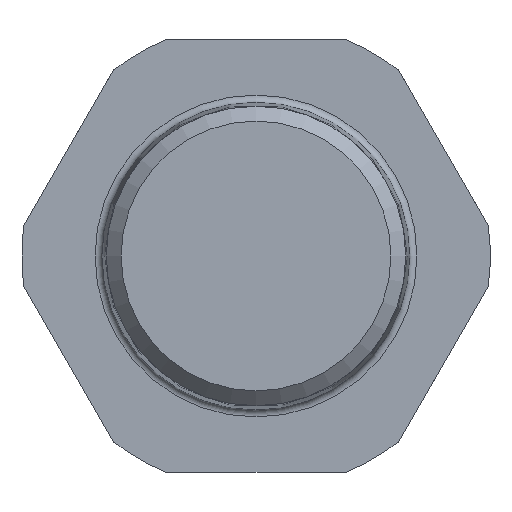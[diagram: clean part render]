
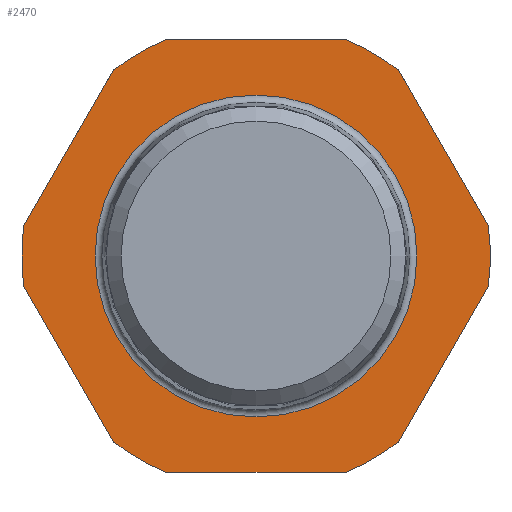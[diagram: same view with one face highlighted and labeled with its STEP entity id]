
A CAD part, left-side view. The second image highlights one B-rep face of the part: STEP entity #2470.
In plain terms, the highlighted planar face has unit normal (-1, 0, 0).
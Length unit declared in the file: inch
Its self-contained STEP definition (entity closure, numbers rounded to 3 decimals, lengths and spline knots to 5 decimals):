
#41=FACE_BOUND('',#661,.T.);
#89=PLANE('',#2880);
#242=LINE('',#4734,#318);
#245=LINE('',#4760,#321);
#248=LINE('',#4786,#324);
#251=LINE('',#4812,#327);
#254=LINE('',#4830,#330);
#257=LINE('',#4867,#333);
#318=VECTOR('',#3670,0.3937);
#321=VECTOR('',#3675,0.3937);
#324=VECTOR('',#3680,0.3937);
#327=VECTOR('',#3685,0.3937);
#330=VECTOR('',#3690,0.3937);
#333=VECTOR('',#3695,0.3937);
#530=FACE_OUTER_BOUND('',#660,.T.);
#660=EDGE_LOOP('',(#2280,#2281,#2282,#2283,#2284,#2285,#2286,#2287,#2288,
#2289,#2290,#2291));
#661=EDGE_LOOP('',(#2292,#2293));
#918=CIRCLE('',#2862,0.63976);
#920=CIRCLE('',#2865,0.63976);
#921=CIRCLE('',#2867,0.63976);
#924=CIRCLE('',#2871,0.63976);
#925=CIRCLE('',#2873,0.63976);
#931=CIRCLE('',#2881,0.63976);
#932=CIRCLE('',#2882,0.43976);
#933=CIRCLE('',#2883,0.43976);
#1179=VERTEX_POINT('',#4731);
#1180=VERTEX_POINT('',#4733);
#1183=VERTEX_POINT('',#4757);
#1184=VERTEX_POINT('',#4759);
#1187=VERTEX_POINT('',#4783);
#1188=VERTEX_POINT('',#4785);
#1191=VERTEX_POINT('',#4809);
#1192=VERTEX_POINT('',#4811);
#1195=VERTEX_POINT('',#4827);
#1196=VERTEX_POINT('',#4829);
#1200=VERTEX_POINT('',#4864);
#1201=VERTEX_POINT('',#4866);
#1204=VERTEX_POINT('',#4893);
#1205=VERTEX_POINT('',#4894);
#1535=EDGE_CURVE('',#1180,#1179,#242,.T.);
#1539=EDGE_CURVE('',#1184,#1183,#245,.T.);
#1543=EDGE_CURVE('',#1188,#1187,#248,.T.);
#1547=EDGE_CURVE('',#1192,#1191,#251,.T.);
#1551=EDGE_CURVE('',#1196,#1195,#254,.T.);
#1556=EDGE_CURVE('',#1201,#1200,#257,.T.);
#1559=EDGE_CURVE('',#1201,#1191,#918,.T.);
#1561=EDGE_CURVE('',#1192,#1187,#920,.T.);
#1562=EDGE_CURVE('',#1184,#1195,#921,.T.);
#1565=EDGE_CURVE('',#1188,#1183,#924,.T.);
#1566=EDGE_CURVE('',#1180,#1200,#925,.T.);
#1572=EDGE_CURVE('',#1196,#1179,#931,.T.);
#1573=EDGE_CURVE('',#1204,#1205,#932,.T.);
#1574=EDGE_CURVE('',#1205,#1204,#933,.T.);
#2280=ORIENTED_EDGE('',*,*,#1535,.T.);
#2281=ORIENTED_EDGE('',*,*,#1572,.F.);
#2282=ORIENTED_EDGE('',*,*,#1551,.T.);
#2283=ORIENTED_EDGE('',*,*,#1562,.F.);
#2284=ORIENTED_EDGE('',*,*,#1539,.T.);
#2285=ORIENTED_EDGE('',*,*,#1565,.F.);
#2286=ORIENTED_EDGE('',*,*,#1543,.T.);
#2287=ORIENTED_EDGE('',*,*,#1561,.F.);
#2288=ORIENTED_EDGE('',*,*,#1547,.T.);
#2289=ORIENTED_EDGE('',*,*,#1559,.F.);
#2290=ORIENTED_EDGE('',*,*,#1556,.T.);
#2291=ORIENTED_EDGE('',*,*,#1566,.F.);
#2292=ORIENTED_EDGE('',*,*,#1573,.T.);
#2293=ORIENTED_EDGE('',*,*,#1574,.T.);
#2470=ADVANCED_FACE('',(#530,#41),#89,.T.);
#2862=AXIS2_PLACEMENT_3D('',#4871,#3701,#3702);
#2865=AXIS2_PLACEMENT_3D('',#4874,#3707,#3708);
#2867=AXIS2_PLACEMENT_3D('',#4876,#3711,#3712);
#2871=AXIS2_PLACEMENT_3D('',#4880,#3719,#3720);
#2873=AXIS2_PLACEMENT_3D('',#4882,#3723,#3724);
#2880=AXIS2_PLACEMENT_3D('',#4891,#3737,#3738);
#2881=AXIS2_PLACEMENT_3D('',#4892,#3739,#3740);
#2882=AXIS2_PLACEMENT_3D('',#4895,#3741,#3742);
#2883=AXIS2_PLACEMENT_3D('',#4896,#3743,#3744);
#3670=DIRECTION('',(0.,-0.5,-0.866));
#3675=DIRECTION('',(0.,-0.5,0.866));
#3680=DIRECTION('',(0.,0.5,0.866));
#3685=DIRECTION('',(0.,1.,0.));
#3690=DIRECTION('',(0.,-1.,0.));
#3695=DIRECTION('',(0.,0.5,-0.866));
#3701=DIRECTION('center_axis',(1.,0.,0.));
#3702=DIRECTION('ref_axis',(0.,0.,
1.));
#3707=DIRECTION('center_axis',(1.,0.,0.));
#3708=DIRECTION('ref_axis',(0.,0.,
1.));
#3711=DIRECTION('center_axis',(1.,0.,0.));
#3712=DIRECTION('ref_axis',(0.,0.,
1.));
#3719=DIRECTION('center_axis',(1.,0.,0.));
#3720=DIRECTION('ref_axis',(0.,0.,
1.));
#3723=DIRECTION('center_axis',(1.,0.,0.));
#3724=DIRECTION('ref_axis',(0.,0.,
1.));
#3737=DIRECTION('center_axis',(-1.,0.,0.));
#3738=DIRECTION('ref_axis',(0.,0.,-1.));
#3739=DIRECTION('center_axis',(1.,0.,0.));
#3740=DIRECTION('ref_axis',(0.,0.,
1.));
#3741=DIRECTION('center_axis',(1.,0.,0.));
#3742=DIRECTION('ref_axis',(0.,0.,
1.));
#3743=DIRECTION('center_axis',(1.,0.,0.));
#3744=DIRECTION('ref_axis',(0.,0.,
1.));
#4731=CARTESIAN_POINT('',(-0.9252,0.3884,-0.50837));
#4733=CARTESIAN_POINT('',(-0.9252,0.63446,-0.08218));
#4734=CARTESIAN_POINT('',(-0.9252,0.49298,-0.32724));
#4757=CARTESIAN_POINT('',(-0.9252,-0.63446,-0.08218));
#4759=CARTESIAN_POINT('',(-0.9252,-0.3884,-0.50837));
#4760=CARTESIAN_POINT('',(-0.9252,-0.52989,-0.26331));
#4783=CARTESIAN_POINT('',(-0.9252,-0.3884,0.50837));
#4785=CARTESIAN_POINT('',(-0.9252,-0.63446,0.08218));
#4786=CARTESIAN_POINT('',(-0.9252,-0.65292,0.05021));
#4809=CARTESIAN_POINT('',(-0.9252,0.24606,0.59055));
#4811=CARTESIAN_POINT('',(-0.9252,-0.24606,0.59055));
#4812=CARTESIAN_POINT('',(-0.9252,-0.44291,0.59055));
#4827=CARTESIAN_POINT('',(-0.9252,-0.24606,-0.59055));
#4829=CARTESIAN_POINT('',(-0.9252,0.24606,-0.59055));
#4830=CARTESIAN_POINT('',(-0.9252,-0.19685,-0.59055));
#4864=CARTESIAN_POINT('',(-0.9252,0.63446,0.08218));
#4866=CARTESIAN_POINT('',(-0.9252,0.3884,0.50837));
#4867=CARTESIAN_POINT('',(-0.9252,0.36995,0.54034));
#4871=CARTESIAN_POINT('Origin',(-0.9252,0.,
0.));
#4874=CARTESIAN_POINT('Origin',(-0.9252,0.,
0.));
#4876=CARTESIAN_POINT('Origin',(-0.9252,0.,
0.));
#4880=CARTESIAN_POINT('Origin',(-0.9252,0.,
0.));
#4882=CARTESIAN_POINT('Origin',(-0.9252,0.,
0.));
#4891=CARTESIAN_POINT('Origin',(-0.9252,-0.63976,0.));
#4892=CARTESIAN_POINT('Origin',(-0.9252,0.,
0.));
#4893=CARTESIAN_POINT('',(-0.9252,-0.43976,0.));
#4894=CARTESIAN_POINT('',(-0.9252,0.,-0.43976));
#4895=CARTESIAN_POINT('Origin',(-0.9252,0.,
0.));
#4896=CARTESIAN_POINT('Origin',(-0.9252,0.,
0.));
